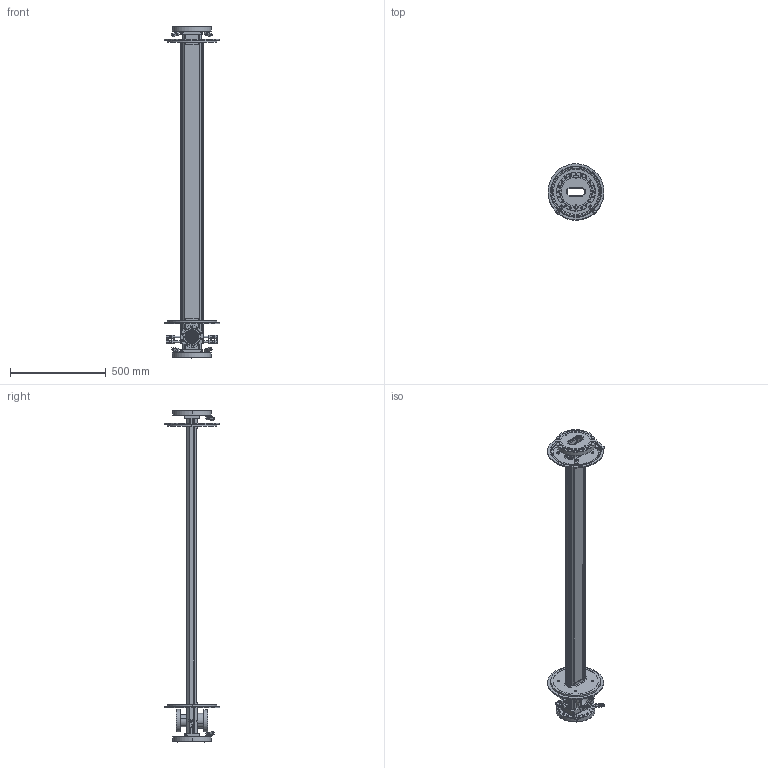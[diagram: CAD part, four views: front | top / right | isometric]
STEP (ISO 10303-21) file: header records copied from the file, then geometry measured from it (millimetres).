
FILE_DESCRIPTION(('OneSpaceDesigner STEP Export'),'2;1');
FILE_NAME('TestCbr1-06Dec07.stp','2007-12-06T16:45:55',(''),(''),'OneSpace Designer STEP processor for AP214 (Solid Model)','OneSpace Designer 14.00A 08-Mar-2006 (C) CoCreate Software GmbH','');
FILE_SCHEMA(('AUTOMOTIVE_DESIGN { 1 0 10303 214 1 1 1 1 }'));
Length unit declared in the file: millimetre
Products named in the file (37): SLAC_PIPE_1.1; FLEXIBLE_DISK_1; WELD_RING_2; RF_INSERT_1; RF_GASKET_2_1; RF_GASKET_1_1; F458300_1; TUBE300_1; PUMP_PORT_1; 0375_SWAGE_12; TUBE0375_2IN_2; COOLING_CHANNEL_2; COOLING_CHANNEL_2_1; COOLING_CHANNEL_1; PART1_1; VAC_GASKET_2; COOLING_TUBE_6; INNER_RING_1; OUTER_RING_1; F800OVAL_R_2; OVAL_CU_1.1; COPPER_PLUG_1; OVAL_SS_1; OVAL_CU_SS_1; SLAC_END_2_1; SLAC_END_1_1; SLAC_PIPE_1; COVER_PLATE; 2mil_THK_FOIL; 4mil_THK_GROUND; 6mil_THK_INSULATOR.1.1; INSULATOR_ASSY; PUMP_PORT_1.1; ASSM_BEAMPIPE1
Assembly tree (59 placements, depth 4):
  ASSM_BEAMPIPE1
    PUMP_PORT_1.1
      TUBE300_1
      F458300_1
    INSULATOR_ASSY
      6mil_THK_INSULATOR.1.1  x3
      4mil_THK_GROUND  x3
      2mil_THK_FOIL
    COVER_PLATE
    SLAC_PIPE_1
    SLAC_END_1_1
      OVAL_CU_SS_1
        OVAL_SS_1
        COPPER_PLUG_1
        OVAL_CU_1.1
      F800OVAL_R_2
        OUTER_RING_1
        INNER_RING_1
      COOLING_TUBE_6  x2
      0375_SWAGE_12  x2
      VAC_GASKET_2
        PART1_1
    SLAC_END_2_1
      OVAL_CU_SS_1
        OVAL_SS_1
        COPPER_PLUG_1
        OVAL_CU_1.1
      F800OVAL_R_2
        OUTER_RING_1
        INNER_RING_1
      0375_SWAGE_12  x2
      COOLING_TUBE_6  x2
      VAC_GASKET_2
        PART1_1
    COOLING_CHANNEL_1
      COOLING_CHANNEL_1
      TUBE0375_2IN_2  x2
      0375_SWAGE_12  x2
    COOLING_CHANNEL_2_1
      COOLING_CHANNEL_2
      TUBE0375_2IN_2  x2
      0375_SWAGE_12  x2
    PUMP_PORT_1
      TUBE300_1
      F458300_1
    RF_GASKET_1_1
      RF_INSERT_1
    RF_GASKET_2_1
      RF_INSERT_1
    WELD_RING_2  x2
    FLEXIBLE_DISK_1  x2
    SLAC_PIPE_1.1
Bounding box: 291.85 x 291.85 x 1731.52 mm (x, y, z)
Volume: 4474522 mm3; surface area: 2941548.3 mm2
Topology: 46 solids, 46 shells, 3989 faces, 11023 edges, 7161 vertices
Faces by surface type: cylinder 2760, plane 769, cone 444, torus 16
Entity records: 92957 total; most frequent: ORIENTED_EDGE 18192, CARTESIAN_POINT 15113, DIRECTION 13015, EDGE_CURVE 9096, VERTEX_POINT 5935, EDGE_LOOP 5277, AXIS2_PLACEMENT_3D 4650, VECTOR 3715
